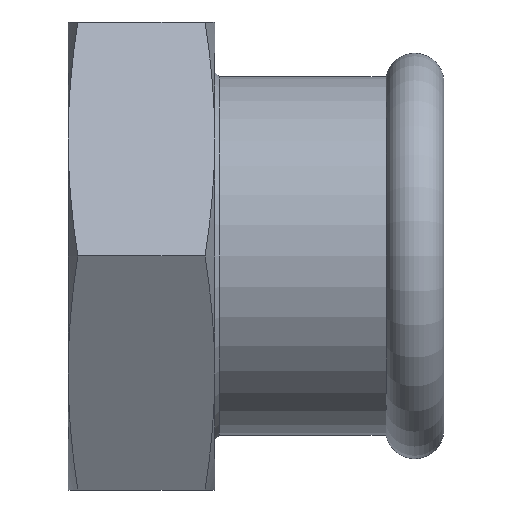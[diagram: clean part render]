
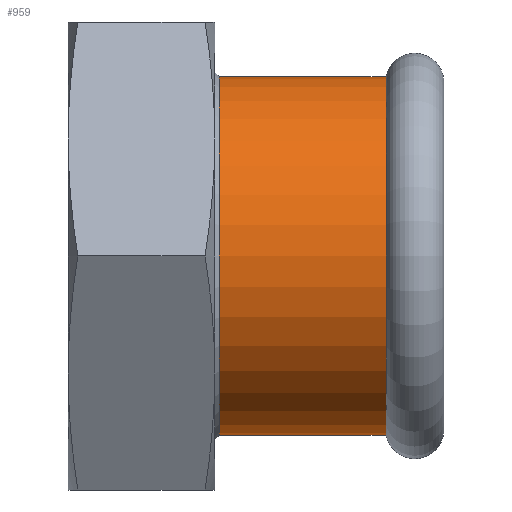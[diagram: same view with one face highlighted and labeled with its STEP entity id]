
A CAD part, front view. The second image highlights one B-rep face of the part: STEP entity #959.
In plain terms, the highlighted cylindrical face has radius 28.75 mm (diameter 57.5 mm), a full revolution.
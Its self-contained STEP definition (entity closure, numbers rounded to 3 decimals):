
#97=LINE('',#1662,#123);
#123=VECTOR('',#1343,28.75);
#145=CYLINDRICAL_SURFACE('',#1095,28.75);
#169=FACE_OUTER_BOUND('',#229,.T.);
#229=EDGE_LOOP('',(#749,#750,#751,#752,#753,#754,#755,#756));
#276=CIRCLE('',#1021,28.75);
#277=CIRCLE('',#1022,28.75);
#281=CIRCLE('',#1026,28.75);
#319=CIRCLE('',#1074,28.75);
#320=CIRCLE('',#1075,28.75);
#321=CIRCLE('',#1076,28.75);
#377=VERTEX_POINT('',#1527);
#378=VERTEX_POINT('',#1528);
#379=VERTEX_POINT('',#1530);
#415=VERTEX_POINT('',#1623);
#416=VERTEX_POINT('',#1625);
#417=VERTEX_POINT('',#1627);
#479=EDGE_CURVE('',#377,#378,#276,.T.);
#480=EDGE_CURVE('',#378,#379,#277,.T.);
#484=EDGE_CURVE('',#379,#377,#281,.T.);
#528=EDGE_CURVE('',#416,#415,#319,.T.);
#529=EDGE_CURVE('',#417,#416,#320,.T.);
#530=EDGE_CURVE('',#415,#417,#321,.T.);
#546=EDGE_CURVE('',#378,#416,#97,.T.);
#749=ORIENTED_EDGE('',*,*,#479,.F.);
#750=ORIENTED_EDGE('',*,*,#484,.F.);
#751=ORIENTED_EDGE('',*,*,#480,.F.);
#752=ORIENTED_EDGE('',*,*,#546,.T.);
#753=ORIENTED_EDGE('',*,*,#528,.T.);
#754=ORIENTED_EDGE('',*,*,#530,.T.);
#755=ORIENTED_EDGE('',*,*,#529,.T.);
#756=ORIENTED_EDGE('',*,*,#546,.F.);
#959=ADVANCED_FACE('',(#169),#145,.T.);
#1021=AXIS2_PLACEMENT_3D('',#1529,#1183,#1184);
#1022=AXIS2_PLACEMENT_3D('',#1531,#1185,#1186);
#1026=AXIS2_PLACEMENT_3D('',#1537,#1193,#1194);
#1074=AXIS2_PLACEMENT_3D('',#1626,#1295,#1296);
#1075=AXIS2_PLACEMENT_3D('',#1628,#1297,#1298);
#1076=AXIS2_PLACEMENT_3D('',#1629,#1299,#1300);
#1095=AXIS2_PLACEMENT_3D('',#1661,#1341,#1342);
#1183=DIRECTION('center_axis',(1.,0.,0.));
#1184=DIRECTION('ref_axis',(0.,1.,0.));
#1185=DIRECTION('center_axis',(1.,0.,0.));
#1186=DIRECTION('ref_axis',(0.,1.,0.));
#1193=DIRECTION('center_axis',(1.,0.,0.));
#1194=DIRECTION('ref_axis',(0.,1.,0.));
#1295=DIRECTION('center_axis',(1.,0.,0.));
#1296=DIRECTION('ref_axis',(0.,1.,0.));
#1297=DIRECTION('center_axis',(1.,0.,0.));
#1298=DIRECTION('ref_axis',(0.,1.,0.));
#1299=DIRECTION('center_axis',(1.,0.,0.));
#1300=DIRECTION('ref_axis',(0.,1.,0.));
#1341=DIRECTION('center_axis',(1.,0.,0.));
#1342=DIRECTION('ref_axis',(0.,1.,0.));
#1343=DIRECTION('',(-1.,0.,0.));
#1527=CARTESIAN_POINT('',(-9.26,28.75,0.));
#1528=CARTESIAN_POINT('',(-9.26,-28.75,0.));
#1529=CARTESIAN_POINT('Origin',(-9.26,0.,0.));
#1530=CARTESIAN_POINT('',(-9.26,0.,-28.75));
#1531=CARTESIAN_POINT('Origin',(-9.26,0.,0.));
#1537=CARTESIAN_POINT('Origin',(-9.26,0.,0.));
#1623=CARTESIAN_POINT('',(-36.,0.,-28.75));
#1625=CARTESIAN_POINT('',(-36.,-28.75,0.));
#1626=CARTESIAN_POINT('Origin',(-36.,0.,0.));
#1627=CARTESIAN_POINT('',(-36.,28.75,0.));
#1628=CARTESIAN_POINT('Origin',(-36.,0.,0.));
#1629=CARTESIAN_POINT('Origin',(-36.,0.,0.));
#1661=CARTESIAN_POINT('Origin',(-22.63,0.,0.));
#1662=CARTESIAN_POINT('',(-22.63,-28.75,0.));
